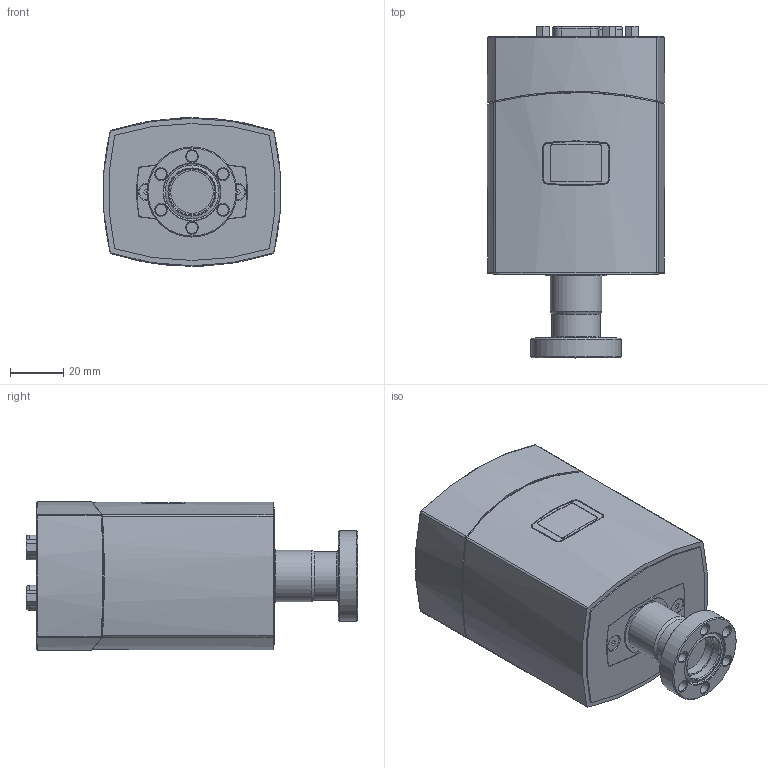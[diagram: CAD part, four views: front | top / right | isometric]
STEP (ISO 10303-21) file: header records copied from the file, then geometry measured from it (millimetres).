
FILE_DESCRIPTION((''),'2;1');
FILE_NAME('MPCG55x_15DSub_PBus_16CF.stp','2013-04-03T17:02:41',('BEM'),(''),'Autodesk Inventor 2012','Autodesk Inventor 2012','');
FILE_SCHEMA(('AUTOMOTIVE_DESIGN { 1 0 10303 214 1 1 1 1 }'));
Length unit declared in the file: millimetre
Products named in the file (1): Bauteil17
Bounding box: 67 x 125.1 x 56 mm (x, y, z)
Volume: 79282.9 mm3; surface area: 73062.3 mm2
Topology: 2 solids, 2 shells, 1320 faces, 3478 edges, 2272 vertices
Faces by surface type: plane 883, cylinder 339, cone 51, torus 30, sphere 9, bspline 8
Full cylindrical faces by diameter (mm): 0.9 x18, 1.1 x2, 1.3 x3, 2.156 x4, 2.6 x5, 2.8 x4, 2.845 x4, 2.9 x4, 3 x8, 3.2 x10, 3.4 x4, 3.6 x2, 4 x2, 4.3 x6, 16 x2, 17.2 x1, 18 x1, 18.2 x1, 19 x1, 19.5 x1, 34 x1
Entity records: 41671 total; most frequent: CARTESIAN_POINT 8018, ORIENTED_EDGE 6596, DIRECTION 6478, EDGE_CURVE 3298, VECTOR 2448, LINE 2448, VERTEX_POINT 2231, AXIS2_PLACEMENT_3D 2015
